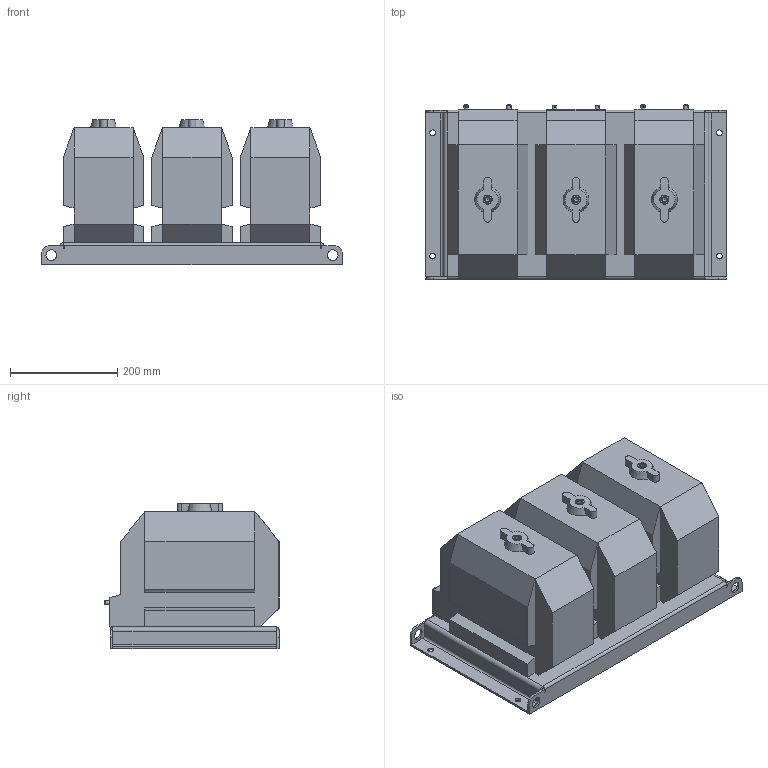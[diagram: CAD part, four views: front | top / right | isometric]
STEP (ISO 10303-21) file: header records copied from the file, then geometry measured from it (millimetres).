
FILE_DESCRIPTION(('STEP AP242'), '1');
FILE_NAME('ÀÄØÏ.1.757.000 ÍÀËÈ-ÝÊ-10 Ì1 3-6-10êÂ', '', ('UNSPECIFIED'), ('UNSPECIFIED'), 'ASCON STEP Converter 1.6', 'ASCON Math Kernel', '');
FILE_SCHEMA(('AP242_MANAGED_MODEL_BASED_3D_ENGINEERING_MIM_LF { 1 0 10303 442 1 1 4 }'));
Length unit declared in the file: millimetre
Products named in the file (14): 鎗鵻罻 楟.8.211.004
Assembly tree (28 placements, depth 4):
  (unnamed)
    (unnamed)
    (unnamed)  x3
      (unnamed)
      (unnamed)
      鎗鵻罻 楟.8.211.004
      (unnamed)
      (unnamed)
      (unnamed)
      (unnamed)
      (unnamed)
        (unnamed)
        (unnamed)
        (unnamed)
Bounding box: 561 x 325 x 272 mm (x, y, z)
Volume: 24928005.3 mm3; surface area: 1421105.9 mm2
Topology: 94 solids, 94 shells, 3485 faces, 8820 edges, 5695 vertices
Faces by surface type: plane 1964, cylinder 1200, cone 174, torus 132, sphere 15
Full cylindrical faces by diameter (mm): 2.5 x6, 4 x30, 4.134 x6, 4.917 x15, 5 x10, 6 x21, 6.4 x15, 6.8 x12, 8 x6, 8.376 x3, 10 x48, 10.106 x12, 11 x5, 11.16 x12, 12 x15, 14 x6, 17 x36, 20 x4
Entity records: 48487 total; most frequent: CARTESIAN_POINT 14129, DIRECTION 5430, ORIENTED_EDGE 5068, EDGE_CURVE 2534, AXIS2_PLACEMENT_3D 1953, VERTEX_POINT 1710, LINE 1524, VECTOR 1524
